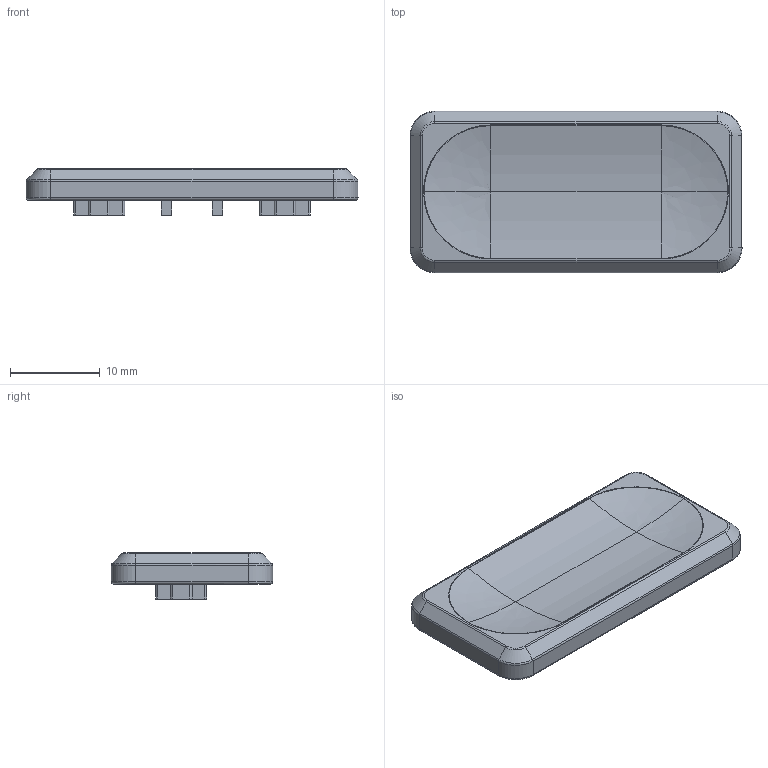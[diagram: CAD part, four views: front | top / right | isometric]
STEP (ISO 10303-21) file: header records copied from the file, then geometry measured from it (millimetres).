
FILE_DESCRIPTION(/* description */ (''),/* implementation_level */ '2;1');
FILE_NAME(/* name */ 'KW Choc V1 Keycap 2u',/* time_stamp */ '2024-03-13T02:07:11+13:00',/* author */ (''),/* organization */ (''),/* preprocessor_version */ 'ST-DEVELOPER v16.5',/* originating_system */ 'Rhino 7.36',/* authorisation */ '');
FILE_SCHEMA (('AUTOMOTIVE_DESIGN_CC2'));
Length unit declared in the file: millimetre
Products named in the file (1): Document
Bounding box: 37.05 x 18 x 5.14 mm (x, y, z)
Volume: 1394.4 mm3; surface area: 1947 mm2
Topology: 1 solids, 1 shells, 189 faces, 485 edges, 302 vertices
Faces by surface type: plane 79, cylinder 68, bspline 42
Entity records: 5104 total; most frequent: CARTESIAN_POINT 2208, ORIENTED_EDGE 962, EDGE_CURVE 481, VERTEX_POINT 302, EDGE_LOOP 197, ADVANCED_FACE 189, FACE_OUTER_BOUND 189, DIRECTION 151
